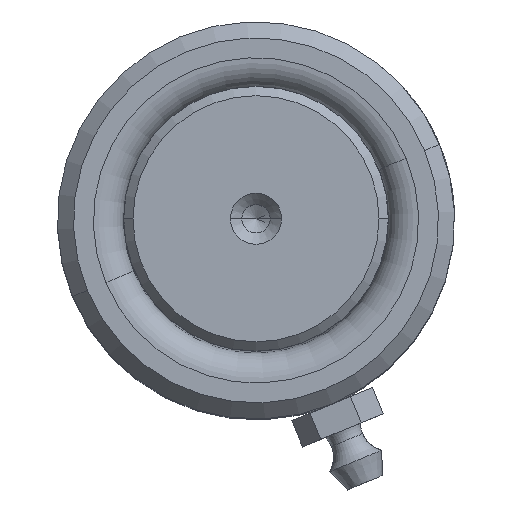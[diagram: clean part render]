
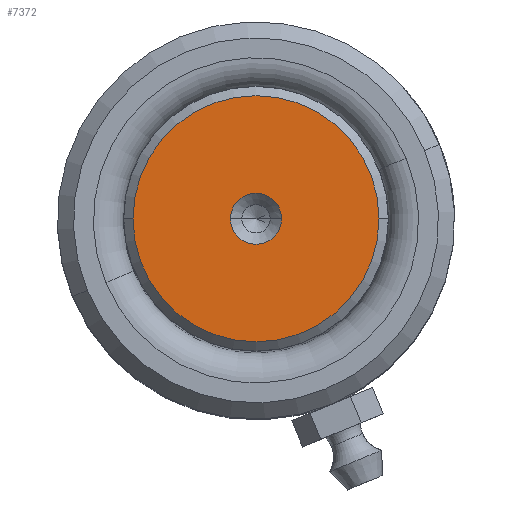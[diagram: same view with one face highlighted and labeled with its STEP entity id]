
A CAD part, top view. The second image highlights one B-rep face of the part: STEP entity #7372.
In plain terms, the highlighted planar face has unit normal (0, 0, 1).
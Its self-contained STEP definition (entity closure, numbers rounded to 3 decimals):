
#363 = ORIENTED_EDGE ( 'NONE', *, *, #4071, .F. ) ;
#655 = CARTESIAN_POINT ( 'NONE',  ( 0., 0., 160. ) ) ;
#1227 = DIRECTION ( 'NONE',  ( 1., 0., 0. ) ) ;
#1301 = DIRECTION ( 'NONE',  ( 1., 0., 0. ) ) ;
#1606 = DIRECTION ( 'NONE',  ( 0., 0., 1. ) ) ;
#1650 = ORIENTED_EDGE ( 'NONE', *, *, #2744, .T. ) ;
#1700 = VERTEX_POINT ( 'NONE', #6737 ) ;
#1808 = AXIS2_PLACEMENT_3D ( 'NONE', #655, #3543, #1227 ) ;
#1966 = CARTESIAN_POINT ( 'NONE',  ( -2.7, 0., 160. ) ) ;
#2151 = CIRCLE ( 'NONE', #1808, 2.7 ) ;
#2303 = AXIS2_PLACEMENT_3D ( 'NONE', #6859, #1606, #7429 ) ;
#2444 = DIRECTION ( 'NONE',  ( 0., 0., 1. ) ) ;
#2448 = AXIS2_PLACEMENT_3D ( 'NONE', #2468, #2444, #1301 ) ;
#2468 = CARTESIAN_POINT ( 'NONE',  ( 0., 0., 160. ) ) ;
#2744 = EDGE_CURVE ( 'NONE', #1700, #3076, #4640, .T. ) ;
#2940 = ORIENTED_EDGE ( 'NONE', *, *, #5921, .F. ) ;
#3076 = VERTEX_POINT ( 'NONE', #4266 ) ;
#3270 = CIRCLE ( 'NONE', #7529, 2.7 ) ;
#3324 = FACE_BOUND ( 'NONE', #4743, .T. ) ;
#3423 = DIRECTION ( 'NONE',  ( 1., 0., 0. ) ) ;
#3543 = DIRECTION ( 'NONE',  ( 0., 0., 1. ) ) ;
#3807 = DIRECTION ( 'NONE',  ( 0., 0., 1. ) ) ;
#4071 = EDGE_CURVE ( 'NONE', #5156, #5499, #3270, .T. ) ;
#4107 = AXIS2_PLACEMENT_3D ( 'NONE', #7521, #6901, #3423 ) ;
#4266 = CARTESIAN_POINT ( 'NONE',  ( -13.012, 0., 160. ) ) ;
#4640 = CIRCLE ( 'NONE', #4107, 13.012 ) ;
#4669 = EDGE_CURVE ( 'NONE', #3076, #1700, #6617, .T. ) ;
#4743 = EDGE_LOOP ( 'NONE', ( #363, #2940 ) ) ;
#4952 = ORIENTED_EDGE ( 'NONE', *, *, #4669, .T. ) ;
#5156 = VERTEX_POINT ( 'NONE', #5888 ) ;
#5499 = VERTEX_POINT ( 'NONE', #1966 ) ;
#5828 = EDGE_LOOP ( 'NONE', ( #4952, #1650 ) ) ;
#5888 = CARTESIAN_POINT ( 'NONE',  ( 2.7, 0., 160. ) ) ;
#5921 = EDGE_CURVE ( 'NONE', #5499, #5156, #2151, .T. ) ;
#6195 = PLANE ( 'NONE',  #2303 ) ;
#6596 = FACE_OUTER_BOUND ( 'NONE', #5828, .T. ) ;
#6617 = CIRCLE ( 'NONE', #2448, 13.012 ) ;
#6737 = CARTESIAN_POINT ( 'NONE',  ( 13.012, 0., 160. ) ) ;
#6859 = CARTESIAN_POINT ( 'NONE',  ( 0., 0., 160. ) ) ;
#6901 = DIRECTION ( 'NONE',  ( 0., 0., 1. ) ) ;
#7285 = CARTESIAN_POINT ( 'NONE',  ( 0., 0., 160. ) ) ;
#7301 = DIRECTION ( 'NONE',  ( 1., 0., 0. ) ) ;
#7372 = ADVANCED_FACE ( 'NONE', ( #3324, #6596 ), #6195, .T. ) ;
#7429 = DIRECTION ( 'NONE',  ( 1., 0., 0. ) ) ;
#7521 = CARTESIAN_POINT ( 'NONE',  ( 0., 0., 160. ) ) ;
#7529 = AXIS2_PLACEMENT_3D ( 'NONE', #7285, #3807, #7301 ) ;
